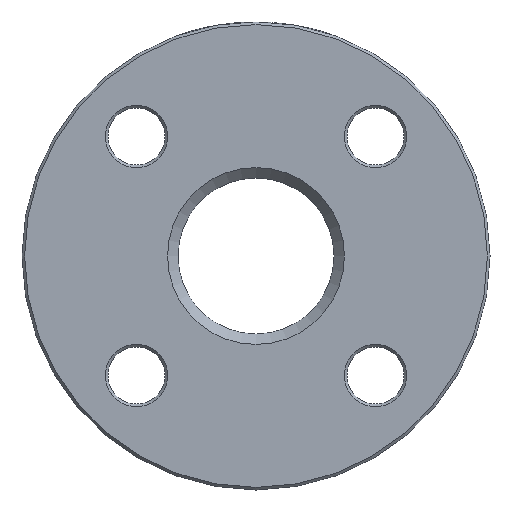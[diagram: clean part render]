
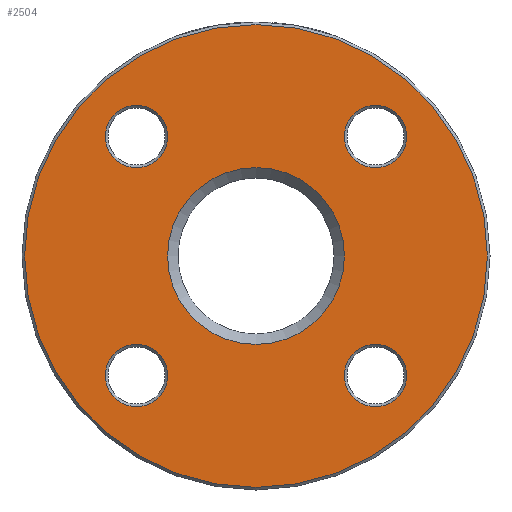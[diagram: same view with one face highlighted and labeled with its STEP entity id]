
A CAD part, left-side view. The second image highlights one B-rep face of the part: STEP entity #2504.
In plain terms, the highlighted planar face has unit normal (-1, 0, 0).
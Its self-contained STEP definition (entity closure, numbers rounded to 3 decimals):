
#5 = CARTESIAN_POINT ( 'NONE',  ( 0., -22.981, -28.981 ) ) ;
#193 = ORIENTED_EDGE ( 'NONE', *, *, #1369, .T. ) ;
#339 = VERTEX_POINT ( 'NONE', #5 ) ;
#457 = AXIS2_PLACEMENT_3D ( 'NONE', #1298, #2609, #3642 ) ;
#616 = DIRECTION ( 'NONE',  ( 0., 0., -1. ) ) ;
#620 = CARTESIAN_POINT ( 'NONE',  ( 0., 22.981, -22.981 ) ) ;
#632 = CIRCLE ( 'NONE', #1560, 44.5 ) ;
#644 = ORIENTED_EDGE ( 'NONE', *, *, #3820, .T. ) ;
#650 = EDGE_LOOP ( 'NONE', ( #697 ) ) ;
#697 = ORIENTED_EDGE ( 'NONE', *, *, #3222, .T. ) ;
#864 = AXIS2_PLACEMENT_3D ( 'NONE', #620, #3722, #3699 ) ;
#934 = EDGE_LOOP ( 'NONE', ( #644 ) ) ;
#1013 = AXIS2_PLACEMENT_3D ( 'NONE', #4053, #1687, #616 ) ;
#1054 = DIRECTION ( 'NONE',  ( 1., 0., 0. ) ) ;
#1065 = CARTESIAN_POINT ( 'NONE',  ( 0., 22.981, -28.981 ) ) ;
#1190 = CARTESIAN_POINT ( 'NONE',  ( 0., 0., 0. ) ) ;
#1261 = ORIENTED_EDGE ( 'NONE', *, *, #3355, .T. ) ;
#1298 = CARTESIAN_POINT ( 'NONE',  ( 0., -22.981, -22.981 ) ) ;
#1311 = EDGE_LOOP ( 'NONE', ( #193 ) ) ;
#1362 = DIRECTION ( 'NONE',  ( 0., 0., -1. ) ) ;
#1369 = EDGE_CURVE ( 'NONE', #4306, #4306, #3419, .T. ) ;
#1402 = VERTEX_POINT ( 'NONE', #4372 ) ;
#1415 = CARTESIAN_POINT ( 'NONE',  ( 0., -22.981, 22.981 ) ) ;
#1560 = AXIS2_PLACEMENT_3D ( 'NONE', #1190, #2612, #1926 ) ;
#1687 = DIRECTION ( 'NONE',  ( 1., 0., 0. ) ) ;
#1718 = CARTESIAN_POINT ( 'NONE',  ( 0., 0., -44.5 ) ) ;
#1851 = AXIS2_PLACEMENT_3D ( 'NONE', #4065, #1986, #1362 ) ;
#1926 = DIRECTION ( 'NONE',  ( 0., 0., -1. ) ) ;
#1953 = FACE_BOUND ( 'NONE', #3424, .T. ) ;
#1986 = DIRECTION ( 'NONE',  ( 1., 0., 0. ) ) ;
#1997 = FACE_BOUND ( 'NONE', #650, .T. ) ;
#2019 = PLANE ( 'NONE',  #1013 ) ;
#2318 = CARTESIAN_POINT ( 'NONE',  ( 0., 22.981, 22.981 ) ) ;
#2352 = CARTESIAN_POINT ( 'NONE',  ( 0., 22.981, 16.981 ) ) ;
#2371 = FACE_BOUND ( 'NONE', #1311, .T. ) ;
#2412 = DIRECTION ( 'NONE',  ( 0., 0., -1. ) ) ;
#2421 = VERTEX_POINT ( 'NONE', #1065 ) ;
#2504 = ADVANCED_FACE ( 'NONE', ( #2371, #3718, #1997, #1953, #3024, #2704 ), #2019, .F. ) ;
#2602 = ORIENTED_EDGE ( 'NONE', *, *, #3032, .T. ) ;
#2609 = DIRECTION ( 'NONE',  ( 1., 0., 0. ) ) ;
#2612 = DIRECTION ( 'NONE',  ( -1., 0., 0. ) ) ;
#2616 = AXIS2_PLACEMENT_3D ( 'NONE', #1415, #1054, #2412 ) ;
#2625 = CARTESIAN_POINT ( 'NONE',  ( 0., 0., -17. ) ) ;
#2704 = FACE_BOUND ( 'NONE', #3703, .T. ) ;
#2710 = VERTEX_POINT ( 'NONE', #2352 ) ;
#2837 = CIRCLE ( 'NONE', #2616, 6. ) ;
#2938 = CIRCLE ( 'NONE', #3512, 6. ) ;
#3024 = FACE_BOUND ( 'NONE', #934, .T. ) ;
#3032 = EDGE_CURVE ( 'NONE', #3052, #3052, #632, .T. ) ;
#3052 = VERTEX_POINT ( 'NONE', #1718 ) ;
#3118 = DIRECTION ( 'NONE',  ( 1., 0., 0. ) ) ;
#3222 = EDGE_CURVE ( 'NONE', #1402, #1402, #2837, .T. ) ;
#3355 = EDGE_CURVE ( 'NONE', #339, #339, #3861, .T. ) ;
#3419 = CIRCLE ( 'NONE', #1851, 17. ) ;
#3424 = EDGE_LOOP ( 'NONE', ( #1261 ) ) ;
#3440 = CIRCLE ( 'NONE', #864, 6. ) ;
#3468 = EDGE_CURVE ( 'NONE', #2710, #2710, #2938, .T. ) ;
#3512 = AXIS2_PLACEMENT_3D ( 'NONE', #2318, #3118, #4382 ) ;
#3642 = DIRECTION ( 'NONE',  ( 0., 0., -1. ) ) ;
#3699 = DIRECTION ( 'NONE',  ( 0., 0., -1. ) ) ;
#3700 = ORIENTED_EDGE ( 'NONE', *, *, #3468, .T. ) ;
#3703 = EDGE_LOOP ( 'NONE', ( #3700 ) ) ;
#3718 = FACE_OUTER_BOUND ( 'NONE', #4288, .T. ) ;
#3722 = DIRECTION ( 'NONE',  ( 1., 0., 0. ) ) ;
#3820 = EDGE_CURVE ( 'NONE', #2421, #2421, #3440, .T. ) ;
#3861 = CIRCLE ( 'NONE', #457, 6. ) ;
#4053 = CARTESIAN_POINT ( 'NONE',  ( 0., 15., 0. ) ) ;
#4065 = CARTESIAN_POINT ( 'NONE',  ( 0., 0., 0. ) ) ;
#4288 = EDGE_LOOP ( 'NONE', ( #2602 ) ) ;
#4306 = VERTEX_POINT ( 'NONE', #2625 ) ;
#4372 = CARTESIAN_POINT ( 'NONE',  ( 0., -22.981, 16.981 ) ) ;
#4382 = DIRECTION ( 'NONE',  ( 0., 0., -1. ) ) ;
